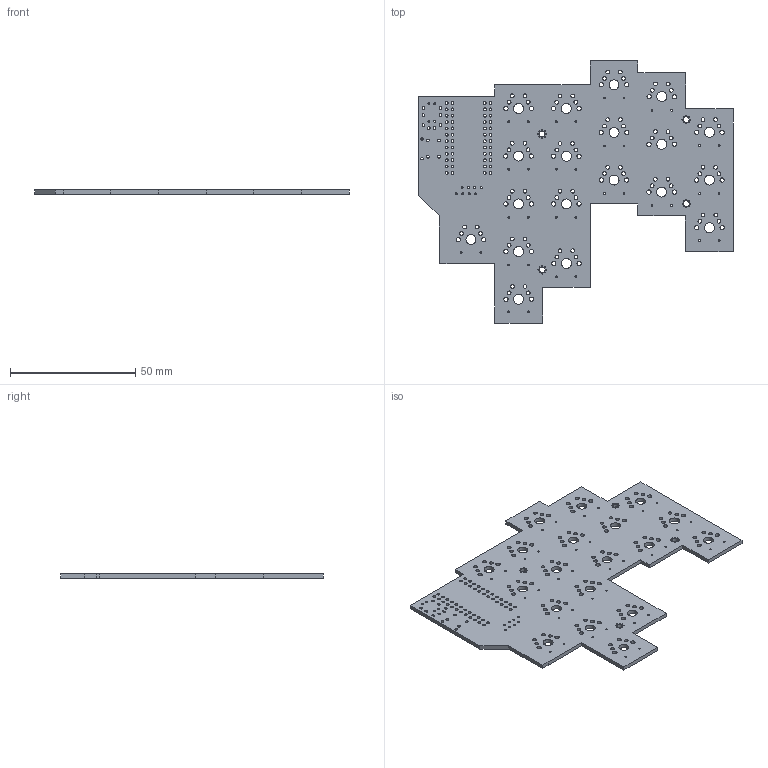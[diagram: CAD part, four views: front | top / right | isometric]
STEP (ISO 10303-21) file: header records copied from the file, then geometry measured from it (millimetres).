
FILE_DESCRIPTION(('KiCad electronic assembly'),'2;1');
FILE_NAME('victoria38-pcb.step','2021-09-05T15:39:02',('An Author'),( 'A Company'),'Open CASCADE STEP processor 7.5', 'KiCad to STEP converter','Unknown');
FILE_SCHEMA(('AUTOMOTIVE_DESIGN { 1 0 10303 214 1 1 1 1 }'));
Length unit declared in the file: millimetre
Products named in the file (2): Open CASCADE STEP translator 7.5 1; COMPOUND
Assembly tree (1 placements, depth 2):
  Open CASCADE STEP translator 7.5 1
    COMPOUND
Bounding box: 125.67 x 104.82 x 1.6 mm (x, y, z)
Volume: 12663.7 mm3; surface area: 18528.9 mm2
Topology: 1 solids, 1 shells, 332 faces, 990 edges, 660 vertices
Faces by surface type: cylinder 287, plane 45
Full cylindrical faces by diameter (mm): 0.4 x32, 0.7 x36, 0.8 x4, 0.813 x8, 1 x2, 1.1 x52, 1.499 x76, 1.702 x38, 2.3 x4, 3.988 x19
Entity records: 25521 total; most frequent: DIRECTION 4212, CARTESIAN_POINT 3964, ORIENTED_EDGE 1980, PCURVE 1980, DEFINITIONAL_REPRESENTATION 1980, LINE 1822, VECTOR 1822, CIRCLE 1148
